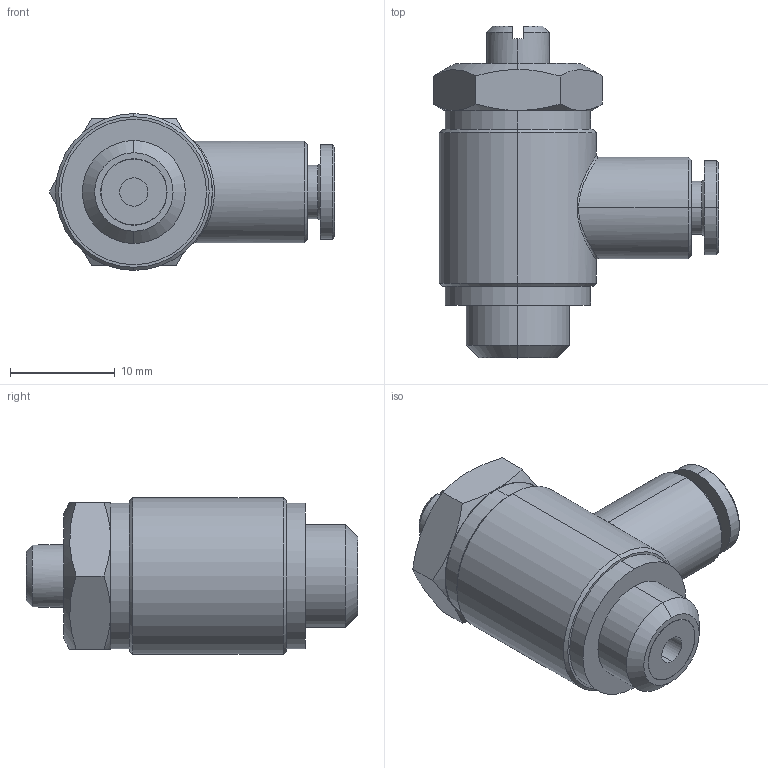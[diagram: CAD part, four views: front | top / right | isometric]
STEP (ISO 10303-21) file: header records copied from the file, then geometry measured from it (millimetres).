
FILE_DESCRIPTION (( 'STEP AP203' ), '1' );
FILE_NAME ('04290B11.STEP', '2010-05-10T07:27:57', ( '' ), ( 'sopra-pneumatic' ), 'SwSTEP 2.0', 'SolidWorks 2009', '' );
FILE_SCHEMA (( 'CONFIG_CONTROL_DESIGN' ));
Length unit declared in the file: millimetre
Products named in the file (1): 04290B11
Bounding box: 27.28 x 31.74 x 15 mm (x, y, z)
Volume: 4971.8 mm3; surface area: 2300.9 mm2
Topology: 1 solids, 3 shells, 78 faces, 163 edges, 102 vertices
Faces by surface type: cone 26, cylinder 25, plane 25, bspline 2
Entity records: 3214 total; most frequent: CARTESIAN_POINT 1475, DIRECTION 359, ORIENTED_EDGE 326, EDGE_CURVE 163, AXIS2_PLACEMENT_3D 152, VERTEX_POINT 102, EDGE_LOOP 89, FACE_OUTER_BOUND 78
